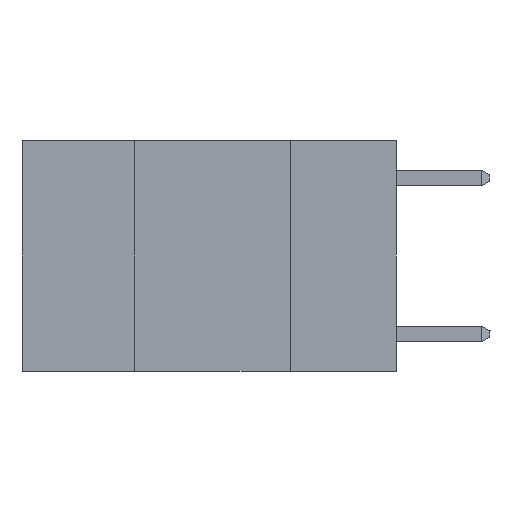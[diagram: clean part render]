
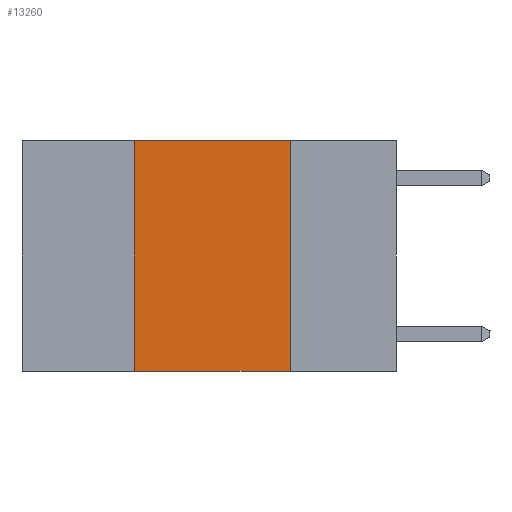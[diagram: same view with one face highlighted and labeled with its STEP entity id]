
A CAD part, left-side view. The second image highlights one B-rep face of the part: STEP entity #13260.
In plain terms, the highlighted planar face has unit normal (-1, 0, 0).
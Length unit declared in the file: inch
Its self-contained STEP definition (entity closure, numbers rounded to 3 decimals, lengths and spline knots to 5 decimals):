
#2909 = PLANE ( 'NONE',  #24095 ) ;
#4952 = LINE ( 'NONE', #25036, #27764 ) ;
#5650 = LINE ( 'NONE', #16803, #28427 ) ;
#6096 = VERTEX_POINT ( 'NONE', #12661 ) ;
#6169 = ORIENTED_EDGE ( 'NONE', *, *, #18537, .F. ) ;
#6412 = ORIENTED_EDGE ( 'NONE', *, *, #10778, .F. ) ;
#6546 = ORIENTED_EDGE ( 'NONE', *, *, #9611, .F. ) ;
#6739 = ORIENTED_EDGE ( 'NONE', *, *, #17609, .T. ) ;
#7533 = DIRECTION ( 'NONE',  ( 1., 0., 0. ) ) ;
#7984 = DIRECTION ( 'NONE',  ( 0., -1., 0. ) ) ;
#8385 = EDGE_LOOP ( 'NONE', ( #6169, #6412, #6546, #6739 ) ) ;
#8464 = VERTEX_POINT ( 'NONE', #9875 ) ;
#9611 = EDGE_CURVE ( 'NONE', #23328, #6096, #4952, .T. ) ;
#9875 = CARTESIAN_POINT ( 'NONE',  ( 0., 0.17, 0. ) ) ;
#10075 = DIRECTION ( 'NONE',  ( 0., -1., 0. ) ) ;
#10778 = EDGE_CURVE ( 'NONE', #6096, #8464, #5650, .T. ) ;
#12661 = CARTESIAN_POINT ( 'NONE',  ( 0., 0.42, 0. ) ) ;
#13260 = ADVANCED_FACE ( 'NONE', ( #15516 ), #2909, .F. ) ;
#15382 = CARTESIAN_POINT ( 'NONE',  ( 0., 0.17, 0. ) ) ;
#15516 = FACE_OUTER_BOUND ( 'NONE', #8385, .T. ) ;
#16803 = CARTESIAN_POINT ( 'NONE',  ( 0., 0.6, 0. ) ) ;
#17609 = EDGE_CURVE ( 'NONE', #23328, #22866, #28353, .T. ) ;
#18465 = DIRECTION ( 'NONE',  ( 0., 0., 1. ) ) ;
#18537 = EDGE_CURVE ( 'NONE', #8464, #22866, #27947, .T. ) ;
#18605 = CARTESIAN_POINT ( 'NONE',  ( 0., 0.6, 0. ) ) ;
#20327 = CARTESIAN_POINT ( 'NONE',  ( 0., 0.42, -0.37 ) ) ;
#21100 = CARTESIAN_POINT ( 'NONE',  ( 0., 0.17, -0.37 ) ) ;
#21421 = VECTOR ( 'NONE', #21927, 39.37008 ) ;
#21927 = DIRECTION ( 'NONE',  ( 0., 0., -1. ) ) ;
#22866 = VERTEX_POINT ( 'NONE', #21100 ) ;
#23017 = DIRECTION ( 'NONE',  ( 0., 0., -1. ) ) ;
#23328 = VERTEX_POINT ( 'NONE', #20327 ) ;
#24095 = AXIS2_PLACEMENT_3D ( 'NONE', #18605, #7533, #23017 ) ;
#25036 = CARTESIAN_POINT ( 'NONE',  ( 0., 0.42, 0. ) ) ;
#25570 = CARTESIAN_POINT ( 'NONE',  ( 0., 0.6, -0.37 ) ) ;
#27676 = VECTOR ( 'NONE', #10075, 39.37008 ) ;
#27764 = VECTOR ( 'NONE', #18465, 39.37008 ) ;
#27947 = LINE ( 'NONE', #15382, #21421 ) ;
#28353 = LINE ( 'NONE', #25570, #27676 ) ;
#28427 = VECTOR ( 'NONE', #7984, 39.37008 ) ;
